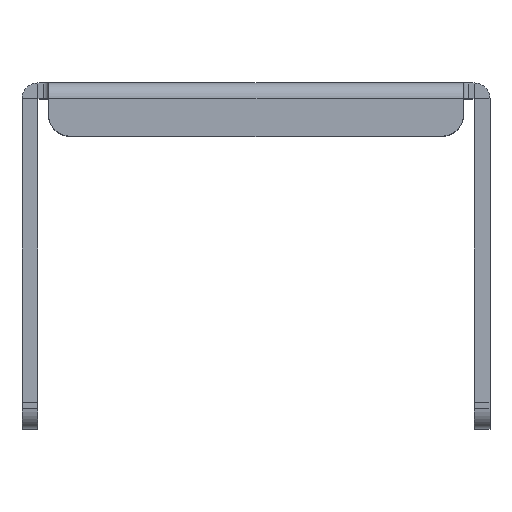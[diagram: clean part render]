
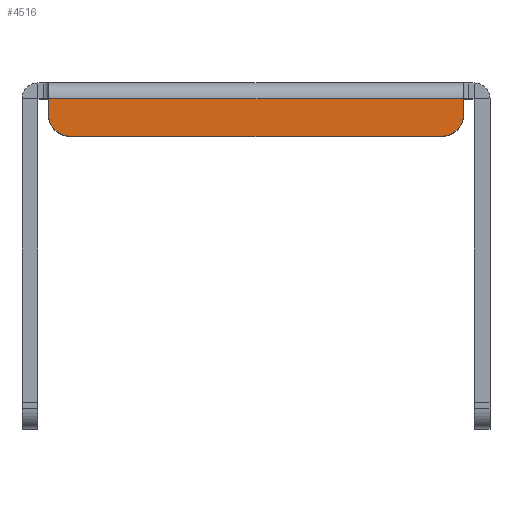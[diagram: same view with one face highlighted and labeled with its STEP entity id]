
A CAD part, top view. The second image highlights one B-rep face of the part: STEP entity #4516.
In plain terms, the highlighted planar face has unit normal (0, 0, 1).
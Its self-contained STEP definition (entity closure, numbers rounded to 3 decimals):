
#188=PLANE('',#4968);
#379=FACE_OUTER_BOUND('',#711,.T.);
#711=EDGE_LOOP('',(#3930,#3931,#3932,#3933,#3934,#3935));
#1146=CIRCLE('',#4969,2.);
#1147=CIRCLE('',#4970,2.);
#1308=LINE('',#12705,#1602);
#1315=LINE('',#12722,#1609);
#1388=LINE('',#12991,#1682);
#1389=LINE('',#12996,#1683);
#1602=VECTOR('',#5719,1.5);
#1609=VECTOR('',#5734,1.5);
#1682=VECTOR('',#6027,39.);
#1683=VECTOR('',#6032,35.);
#2072=VERTEX_POINT('',#12700);
#2073=VERTEX_POINT('',#12704);
#2078=VERTEX_POINT('',#12718);
#2079=VERTEX_POINT('',#12720);
#2166=VERTEX_POINT('',#12993);
#2167=VERTEX_POINT('',#12995);
#2639=EDGE_CURVE('',#2073,#2072,#1308,.T.);
#2648=EDGE_CURVE('',#2078,#2079,#1315,.T.);
#2782=EDGE_CURVE('',#2072,#2078,#1388,.T.);
#2783=EDGE_CURVE('',#2079,#2166,#1146,.T.);
#2784=EDGE_CURVE('',#2166,#2167,#1389,.T.);
#2785=EDGE_CURVE('',#2167,#2073,#1147,.T.);
#3930=ORIENTED_EDGE('',*,*,#2639,.T.);
#3931=ORIENTED_EDGE('',*,*,#2782,.T.);
#3932=ORIENTED_EDGE('',*,*,#2648,.T.);
#3933=ORIENTED_EDGE('',*,*,#2783,.T.);
#3934=ORIENTED_EDGE('',*,*,#2784,.T.);
#3935=ORIENTED_EDGE('',*,*,#2785,.T.);
#4516=ADVANCED_FACE('',(#379),#188,.F.);
#4968=AXIS2_PLACEMENT_3D('',#12992,#6028,#6029);
#4969=AXIS2_PLACEMENT_3D('',#12994,#6030,#6031);
#4970=AXIS2_PLACEMENT_3D('',#12997,#6033,#6034);
#5719=DIRECTION('',(0.,1.,0.));
#5734=DIRECTION('',(0.,-1.,0.));
#6027=DIRECTION('',(-1.,0.,0.));
#6028=DIRECTION('center_axis',(0.,0.,-1.));
#6029=DIRECTION('ref_axis',(-1.,0.,0.));
#6030=DIRECTION('center_axis',(0.,0.,1.));
#6031=DIRECTION('ref_axis',(-1.,0.,0.));
#6032=DIRECTION('',(1.,0.,0.));
#6033=DIRECTION('center_axis',(0.,0.,1.));
#6034=DIRECTION('ref_axis',(0.,-1.,0.));
#12700=CARTESIAN_POINT('',(19.5,28.5,13.));
#12704=CARTESIAN_POINT('',(19.5,27.,13.));
#12705=CARTESIAN_POINT('',(19.5,27.,13.));
#12718=CARTESIAN_POINT('',(-19.5,28.5,13.));
#12720=CARTESIAN_POINT('',(-19.5,27.,13.));
#12722=CARTESIAN_POINT('',(-19.5,28.5,13.));
#12991=CARTESIAN_POINT('',(19.5,28.5,13.));
#12992=CARTESIAN_POINT('Origin',(10.234,28.5,13.));
#12993=CARTESIAN_POINT('',(-17.5,25.,13.));
#12994=CARTESIAN_POINT('Origin',(-17.5,27.,13.));
#12995=CARTESIAN_POINT('',(17.5,25.,13.));
#12996=CARTESIAN_POINT('',(-17.5,25.,13.));
#12997=CARTESIAN_POINT('Origin',(17.5,27.,13.));
